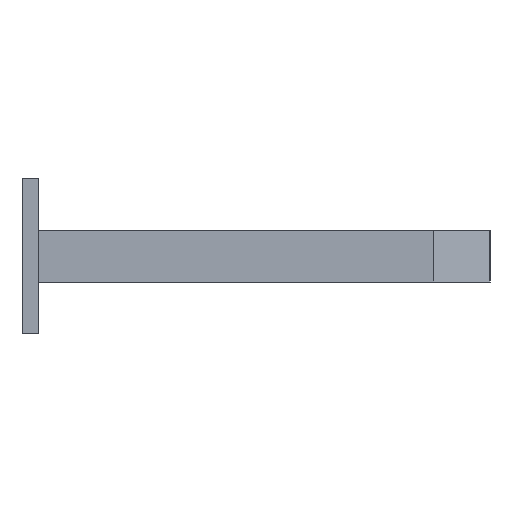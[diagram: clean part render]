
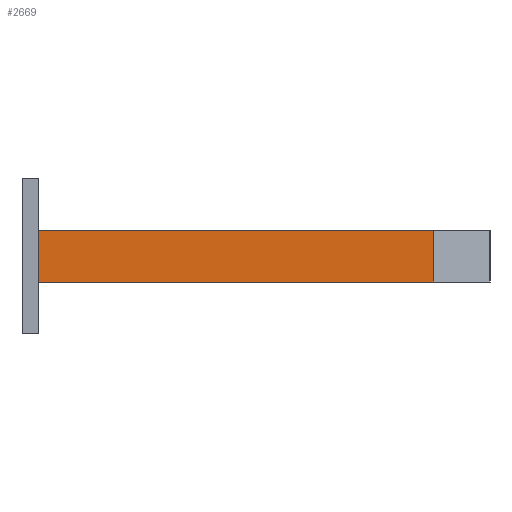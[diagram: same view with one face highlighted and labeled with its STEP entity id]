
A CAD part, left-side view. The second image highlights one B-rep face of the part: STEP entity #2669.
In plain terms, the highlighted planar face has unit normal (-1, 0, 0).
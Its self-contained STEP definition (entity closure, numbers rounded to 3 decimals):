
#87=FACE_OUTER_BOUND('',#245,.T.);
#245=EDGE_LOOP('',(#1932,#1933,#1934,#1935));
#358=LINE('',#3610,#712);
#542=LINE('',#3974,#896);
#557=LINE('',#4004,#911);
#560=LINE('',#4009,#914);
#712=VECTOR('',#2955,1.);
#896=VECTOR('',#3219,1.);
#911=VECTOR('',#3248,1.);
#914=VECTOR('',#3255,1.);
#1063=VERTEX_POINT('',#3603);
#1065=VERTEX_POINT('',#3608);
#1205=VERTEX_POINT('',#3972);
#1212=VERTEX_POINT('',#4001);
#1302=EDGE_CURVE('',#1063,#1065,#358,.T.);
#1486=EDGE_CURVE('',#1065,#1205,#542,.T.);
#1501=EDGE_CURVE('',#1205,#1212,#557,.T.);
#1504=EDGE_CURVE('',#1212,#1063,#560,.T.);
#1932=ORIENTED_EDGE('',*,*,#1501,.T.);
#1933=ORIENTED_EDGE('',*,*,#1504,.T.);
#1934=ORIENTED_EDGE('',*,*,#1302,.T.);
#1935=ORIENTED_EDGE('',*,*,#1486,.T.);
#2390=PLANE('',#2828);
#2669=ADVANCED_FACE('',(#87),#2390,.T.);
#2828=AXIS2_PLACEMENT_3D('',#4008,#3253,#3254);
#2955=DIRECTION('',(0.,1.,0.));
#3219=DIRECTION('',(0.,0.,-1.));
#3248=DIRECTION('',(0.,-1.,0.));
#3253=DIRECTION('center_axis',(-1.,0.,0.));
#3254=DIRECTION('ref_axis',(0.,0.,1.));
#3255=DIRECTION('',(0.,0.,1.));
#3603=CARTESIAN_POINT('',(-23.254,0.44,0.203));
#3608=CARTESIAN_POINT('',(-23.254,3.531,0.203));
#3610=CARTESIAN_POINT('',(-23.254,3.658,0.203));
#3972=CARTESIAN_POINT('',(-23.254,3.531,-0.203));
#3974=CARTESIAN_POINT('',(-23.254,3.531,25.4));
#4001=CARTESIAN_POINT('',(-23.254,0.44,-0.203));
#4004=CARTESIAN_POINT('',(-23.254,0.,-0.203));
#4008=CARTESIAN_POINT('Origin',(-23.254,-8.89,25.4));
#4009=CARTESIAN_POINT('',(-23.254,0.44,25.4));
